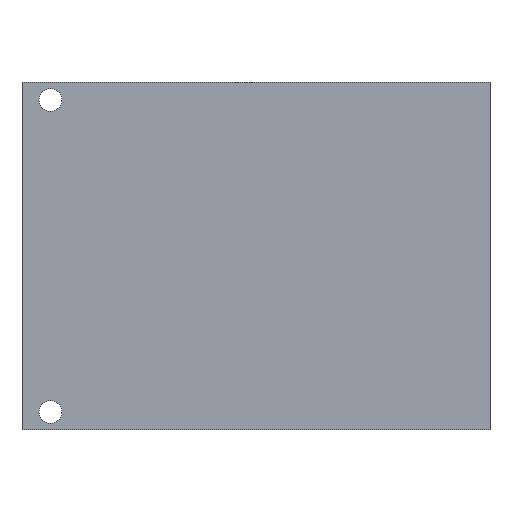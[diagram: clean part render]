
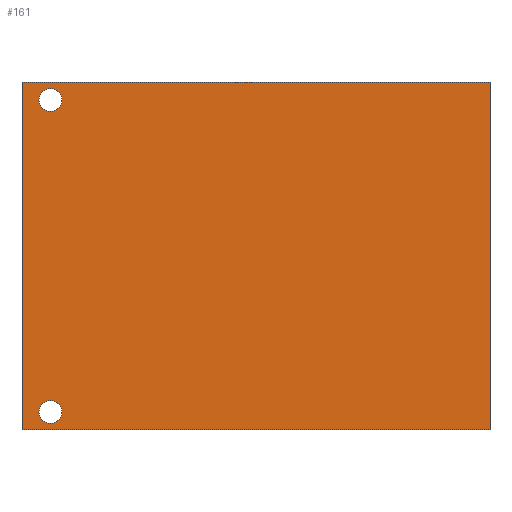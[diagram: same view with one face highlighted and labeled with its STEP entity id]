
A CAD part, front view. The second image highlights one B-rep face of the part: STEP entity #161.
In plain terms, the highlighted planar face has unit normal (0, -1, 0).
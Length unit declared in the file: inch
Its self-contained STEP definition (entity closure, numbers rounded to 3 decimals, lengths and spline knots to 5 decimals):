
#3 = DIRECTION ( 'NONE',  ( 1., 0., 0. ) ) ;
#7 = CARTESIAN_POINT ( 'NONE',  ( -1.14173, 0., -0.80236 ) ) ;
#16 = CIRCLE ( 'NONE', #315, 0.06378 ) ;
#17 = CARTESIAN_POINT ( 'NONE',  ( -1.14173, 0., 0.86614 ) ) ;
#21 = DIRECTION ( 'NONE',  ( 0., 0., 1. ) ) ;
#22 = ORIENTED_EDGE ( 'NONE', *, *, #109, .T. ) ;
#30 = EDGE_CURVE ( 'NONE', #244, #329, #16, .T. ) ;
#32 = CARTESIAN_POINT ( 'NONE',  ( -1.29921, 0., -0.96457 ) ) ;
#33 = ORIENTED_EDGE ( 'NONE', *, *, #222, .F. ) ;
#39 = ORIENTED_EDGE ( 'NONE', *, *, #298, .F. ) ;
#69 = VECTOR ( 'NONE', #187, 39.37008 ) ;
#75 = DIRECTION ( 'NONE',  ( 0., 0., 1. ) ) ;
#79 = CARTESIAN_POINT ( 'NONE',  ( -1.14173, 0., 0.80236 ) ) ;
#84 = VERTEX_POINT ( 'NONE', #232 ) ;
#90 = VERTEX_POINT ( 'NONE', #314 ) ;
#91 = VECTOR ( 'NONE', #214, 39.37008 ) ;
#103 = CIRCLE ( 'NONE', #233, 0.06378 ) ;
#104 = DIRECTION ( 'NONE',  ( 0., 1., 0. ) ) ;
#109 = EDGE_CURVE ( 'NONE', #329, #244, #213, .T. ) ;
#110 = ORIENTED_EDGE ( 'NONE', *, *, #162, .T. ) ;
#112 = ORIENTED_EDGE ( 'NONE', *, *, #260, .F. ) ;
#113 = DIRECTION ( 'NONE',  ( 0., 1., 0. ) ) ;
#115 = VECTOR ( 'NONE', #3, 39.37008 ) ;
#129 = LINE ( 'NONE', #157, #115 ) ;
#132 = DIRECTION ( 'NONE',  ( 0., -1., 0. ) ) ;
#137 = EDGE_LOOP ( 'NONE', ( #253, #22 ) ) ;
#140 = ORIENTED_EDGE ( 'NONE', *, *, #297, .F. ) ;
#143 = AXIS2_PLACEMENT_3D ( 'NONE', #313, #132, #155 ) ;
#150 = VERTEX_POINT ( 'NONE', #319 ) ;
#153 = FACE_BOUND ( 'NONE', #326, .T. ) ;
#155 = DIRECTION ( 'NONE',  ( 0., 0., -1. ) ) ;
#157 = CARTESIAN_POINT ( 'NONE',  ( -1.29921, 0., 0.96457 ) ) ;
#161 = ADVANCED_FACE ( 'NONE', ( #153, #206, #182 ), #317, .T. ) ;
#162 = EDGE_CURVE ( 'NONE', #278, #150, #179, .T. ) ;
#164 = CARTESIAN_POINT ( 'NONE',  ( 1.29921, 0., 0.96457 ) ) ;
#172 = ORIENTED_EDGE ( 'NONE', *, *, #250, .T. ) ;
#175 = DIRECTION ( 'NONE',  ( 0., 0., 1. ) ) ;
#179 = CIRCLE ( 'NONE', #190, 0.06378 ) ;
#182 = FACE_OUTER_BOUND ( 'NONE', #225, .T. ) ;
#186 = CARTESIAN_POINT ( 'NONE',  ( -1.14173, 0., -0.86614 ) ) ;
#187 = DIRECTION ( 'NONE',  ( 0., 0., 1. ) ) ;
#190 = AXIS2_PLACEMENT_3D ( 'NONE', #210, #316, #75 ) ;
#206 = FACE_BOUND ( 'NONE', #137, .T. ) ;
#210 = CARTESIAN_POINT ( 'NONE',  ( -1.14173, 0., -0.86614 ) ) ;
#213 = CIRCLE ( 'NONE', #295, 0.06378 ) ;
#214 = DIRECTION ( 'NONE',  ( 0., 0., -1. ) ) ;
#216 = VERTEX_POINT ( 'NONE', #240 ) ;
#222 = EDGE_CURVE ( 'NONE', #332, #84, #129, .T. ) ;
#225 = EDGE_LOOP ( 'NONE', ( #140, #33, #39, #112 ) ) ;
#232 = CARTESIAN_POINT ( 'NONE',  ( 1.29921, 0., 0.96457 ) ) ;
#233 = AXIS2_PLACEMENT_3D ( 'NONE', #186, #113, #306 ) ;
#240 = CARTESIAN_POINT ( 'NONE',  ( -1.29921, 0., -0.96457 ) ) ;
#243 = CARTESIAN_POINT ( 'NONE',  ( -1.14173, 0., 0.92992 ) ) ;
#244 = VERTEX_POINT ( 'NONE', #243 ) ;
#250 = EDGE_CURVE ( 'NONE', #150, #278, #103, .T. ) ;
#253 = ORIENTED_EDGE ( 'NONE', *, *, #30, .T. ) ;
#254 = LINE ( 'NONE', #328, #69 ) ;
#260 = EDGE_CURVE ( 'NONE', #90, #216, #277, .T. ) ;
#270 = LINE ( 'NONE', #164, #91 ) ;
#277 = LINE ( 'NONE', #32, #301 ) ;
#278 = VERTEX_POINT ( 'NONE', #7 ) ;
#295 = AXIS2_PLACEMENT_3D ( 'NONE', #340, #104, #21 ) ;
#297 = EDGE_CURVE ( 'NONE', #84, #90, #270, .T. ) ;
#298 = EDGE_CURVE ( 'NONE', #216, #332, #254, .T. ) ;
#301 = VECTOR ( 'NONE', #323, 39.37008 ) ;
#306 = DIRECTION ( 'NONE',  ( 0., 0., 1. ) ) ;
#310 = DIRECTION ( 'NONE',  ( 0., 1., 0. ) ) ;
#313 = CARTESIAN_POINT ( 'NONE',  ( 0., 0., 0. ) ) ;
#314 = CARTESIAN_POINT ( 'NONE',  ( 1.29921, 0., -0.96457 ) ) ;
#315 = AXIS2_PLACEMENT_3D ( 'NONE', #17, #310, #175 ) ;
#316 = DIRECTION ( 'NONE',  ( 0., 1., 0. ) ) ;
#317 = PLANE ( 'NONE',  #143 ) ;
#319 = CARTESIAN_POINT ( 'NONE',  ( -1.14173, 0., -0.92992 ) ) ;
#322 = CARTESIAN_POINT ( 'NONE',  ( -1.29921, 0., 0.96457 ) ) ;
#323 = DIRECTION ( 'NONE',  ( -1., 0., 0. ) ) ;
#326 = EDGE_LOOP ( 'NONE', ( #110, #172 ) ) ;
#328 = CARTESIAN_POINT ( 'NONE',  ( -1.29921, 0., 0.96457 ) ) ;
#329 = VERTEX_POINT ( 'NONE', #79 ) ;
#332 = VERTEX_POINT ( 'NONE', #322 ) ;
#340 = CARTESIAN_POINT ( 'NONE',  ( -1.14173, 0., 0.86614 ) ) ;
